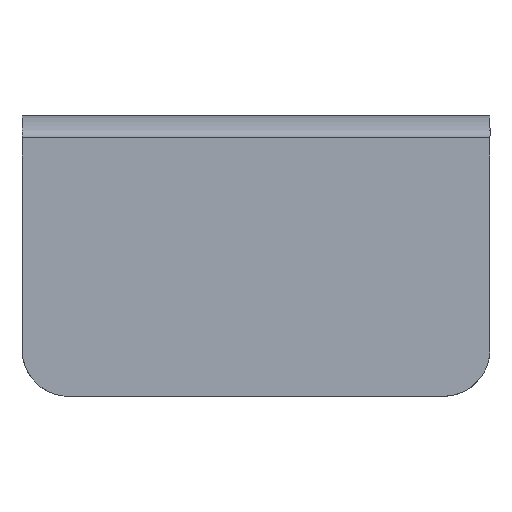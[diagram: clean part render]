
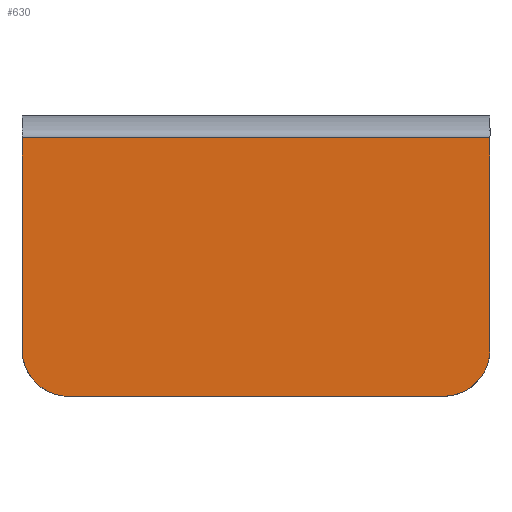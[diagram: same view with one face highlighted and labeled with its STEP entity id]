
A CAD part, front view. The second image highlights one B-rep face of the part: STEP entity #630.
In plain terms, the highlighted free-form (B-spline) face has degree [1, 1] with [2, 2] control points.
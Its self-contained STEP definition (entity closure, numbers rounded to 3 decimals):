
#119=CARTESIAN_POINT('',(-20.0,-4.65,-20.0));
#120=VERTEX_POINT('',#119);
#121=CARTESIAN_POINT('',(-16.0,-4.65,-24.0));
#122=VERTEX_POINT('',#121);
#123=CARTESIAN_POINT('',(-20.0,-4.65,-20.0));
#124=CARTESIAN_POINT('',(-20.,-4.65,-24.));
#125=CARTESIAN_POINT('',(-16.0,-4.65,-24.0));
#133=(BOUNDED_CURVE()B_SPLINE_CURVE(2,(#123,#124,#125),.UNSPECIFIED.,.F.,.U.)CURVE()GEOMETRIC_REPRESENTATION_ITEM()QUASI_UNIFORM_CURVE()RATIONAL_B_SPLINE_CURVE((1.0,0.707,1.0))REPRESENTATION_ITEM(''));
#134=EDGE_CURVE('',#120,#122,#133,.T.);
#180=CARTESIAN_POINT('',(16.0,-4.65,-24.0));
#181=VERTEX_POINT('',#180);
#182=CARTESIAN_POINT('',(20.0,-4.65,-20.0));
#183=VERTEX_POINT('',#182);
#184=CARTESIAN_POINT('',(16.0,-4.65,-24.0));
#185=CARTESIAN_POINT('',(20.,-4.65,-24.));
#186=CARTESIAN_POINT('',(20.0,-4.65,-20.0));
#194=(BOUNDED_CURVE()B_SPLINE_CURVE(2,(#184,#185,#186),.UNSPECIFIED.,.F.,.U.)CURVE()GEOMETRIC_REPRESENTATION_ITEM()QUASI_UNIFORM_CURVE()RATIONAL_B_SPLINE_CURVE((1.0,0.707,1.0))REPRESENTATION_ITEM(''));
#195=EDGE_CURVE('',#181,#183,#194,.T.);
#302=CARTESIAN_POINT('',(-20.0,-4.65,-1.916));
#303=VERTEX_POINT('',#302);
#319=CARTESIAN_POINT('',(20.0,-4.65,-1.916));
#320=VERTEX_POINT('',#319);
#321=CARTESIAN_POINT('',(20.0,-4.65,-1.916));
#322=CARTESIAN_POINT('',(-20.0,-4.65,-1.916));
#323=QUASI_UNIFORM_CURVE('',1,(#321,#322),.UNSPECIFIED.,.F.,.U.);
#324=EDGE_CURVE('',#320,#303,#323,.T.);
#443=CARTESIAN_POINT('',(20.0,-4.65,-1.916));
#444=CARTESIAN_POINT('',(20.0,-4.65,-20.0));
#445=QUASI_UNIFORM_CURVE('',1,(#443,#444),.UNSPECIFIED.,.F.,.U.);
#446=EDGE_CURVE('',#320,#183,#445,.T.);
#485=CARTESIAN_POINT('',(-20.0,-4.65,-1.916));
#486=CARTESIAN_POINT('',(-20.0,-4.65,-20.0));
#487=QUASI_UNIFORM_CURVE('',1,(#485,#486),.UNSPECIFIED.,.F.,.U.);
#488=EDGE_CURVE('',#303,#120,#487,.T.);
#608=CARTESIAN_POINT('',(-16.0,-4.65,-24.0));
#609=CARTESIAN_POINT('',(16.0,-4.65,-24.0));
#610=QUASI_UNIFORM_CURVE('',1,(#608,#609),.UNSPECIFIED.,.F.,.U.);
#611=EDGE_CURVE('',#122,#181,#610,.T.);
#617=CARTESIAN_POINT('',(-21.998,-4.65,-0.813));
#618=CARTESIAN_POINT('',(-21.998,-4.65,-25.103));
#619=CARTESIAN_POINT('',(21.998,-4.65,-0.813));
#620=CARTESIAN_POINT('',(21.998,-4.65,-25.103));
#621=B_SPLINE_SURFACE_WITH_KNOTS('',1,1,((#617,#619),(#618,#620)),.UNSPECIFIED.,.F.,.F.,.U.,(2,2),(2,2),(0.0,24.29),(0.0,43.996),.UNSPECIFIED.);
#622=ORIENTED_EDGE('',*,*,#611,.T.);
#623=ORIENTED_EDGE('',*,*,#195,.T.);
#624=ORIENTED_EDGE('',*,*,#446,.F.);
#625=ORIENTED_EDGE('',*,*,#324,.T.);
#626=ORIENTED_EDGE('',*,*,#488,.T.);
#627=ORIENTED_EDGE('',*,*,#134,.T.);
#628=EDGE_LOOP('',(#622,#623,#624,#625,#626,#627));
#629=FACE_OUTER_BOUND('',#628,.T.);
#630=ADVANCED_FACE('',(#629),#621,.T.);
